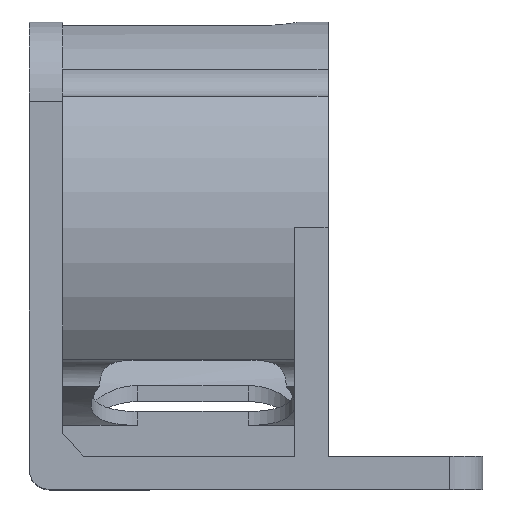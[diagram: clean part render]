
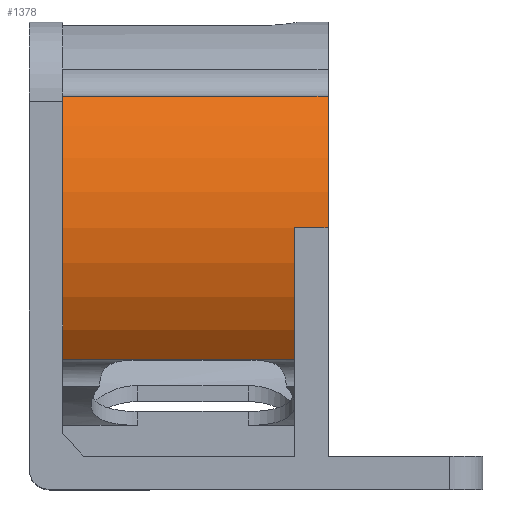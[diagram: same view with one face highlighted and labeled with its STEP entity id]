
A CAD part, top view. The second image highlights one B-rep face of the part: STEP entity #1378.
In plain terms, the highlighted cylindrical face has radius 31 mm (diameter 62 mm), a partial arc.
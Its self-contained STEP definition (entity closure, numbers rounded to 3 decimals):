
#70 = CARTESIAN_POINT ( 'NONE',  ( 40., 39.418, 31. ) ) ;
#96 = VERTEX_POINT ( 'NONE', #463 ) ;
#98 = VERTEX_POINT ( 'NONE', #510 ) ;
#113 = ORIENTED_EDGE ( 'NONE', *, *, #2588, .F. ) ;
#266 = CYLINDRICAL_SURFACE ( 'NONE', #1587, 31. ) ;
#291 = CARTESIAN_POINT ( 'NONE',  ( 5., 19.624, 54.858 ) ) ;
#342 = ORIENTED_EDGE ( 'NONE', *, *, #703, .F. ) ;
#374 = LINE ( 'NONE', #875, #1006 ) ;
#417 = AXIS2_PLACEMENT_3D ( 'NONE', #1241, #2812, #735 ) ;
#423 = ORIENTED_EDGE ( 'NONE', *, *, #477, .F. ) ;
#463 = CARTESIAN_POINT ( 'NONE',  ( 5., 59.208, 54.861 ) ) ;
#477 = EDGE_CURVE ( 'NONE', #1858, #2193, #1925, .T. ) ;
#499 = ORIENTED_EDGE ( 'NONE', *, *, #928, .F. ) ;
#508 = EDGE_CURVE ( 'NONE', #98, #2777, #2650, .T. ) ;
#510 = CARTESIAN_POINT ( 'NONE',  ( 40., 39.418, 62. ) ) ;
#563 = ORIENTED_EDGE ( 'NONE', *, *, #508, .F. ) ;
#665 = CARTESIAN_POINT ( 'NONE',  ( 5., 39.418, 31. ) ) ;
#703 = EDGE_CURVE ( 'NONE', #2193, #98, #374, .T. ) ;
#735 = DIRECTION ( 'NONE',  ( 0., 1., 0. ) ) ;
#810 = DIRECTION ( 'NONE',  ( 0., 1., 0. ) ) ;
#811 = CIRCLE ( 'NONE', #2023, 31. ) ;
#875 = CARTESIAN_POINT ( 'NONE',  ( 45., 39.418, 62. ) ) ;
#928 = EDGE_CURVE ( 'NONE', #2777, #2857, #947, .T. ) ;
#947 = LINE ( 'NONE', #1348, #2744 ) ;
#971 = EDGE_CURVE ( 'NONE', #96, #1839, #811, .T. ) ;
#1006 = VECTOR ( 'NONE', #1081, 1000. ) ;
#1032 = FACE_OUTER_BOUND ( 'NONE', #2643, .T. ) ;
#1043 = DIRECTION ( 'NONE',  ( 1., 0., 0. ) ) ;
#1081 = DIRECTION ( 'NONE',  ( -1., 0., 0. ) ) ;
#1134 = CARTESIAN_POINT ( 'NONE',  ( 5., 39.418, 31. ) ) ;
#1216 = DIRECTION ( 'NONE',  ( -1., 0., 0. ) ) ;
#1241 = CARTESIAN_POINT ( 'NONE',  ( 45., 39.418, 31. ) ) ;
#1290 = LINE ( 'NONE', #2706, #2907 ) ;
#1348 = CARTESIAN_POINT ( 'NONE',  ( 22.5, 19.624, 54.858 ) ) ;
#1378 = ADVANCED_FACE ( 'NONE', ( #1032 ), #266, .T. ) ;
#1489 = ORIENTED_EDGE ( 'NONE', *, *, #2206, .T. ) ;
#1525 = DIRECTION ( 'NONE',  ( 1., 0., 0. ) ) ;
#1587 = AXIS2_PLACEMENT_3D ( 'NONE', #70, #1216, #2137 ) ;
#1598 = DIRECTION ( 'NONE',  ( 0., 1., 0. ) ) ;
#1626 = CARTESIAN_POINT ( 'NONE',  ( 45., 39.418, 62. ) ) ;
#1696 = AXIS2_PLACEMENT_3D ( 'NONE', #665, #1860, #2770 ) ;
#1793 = CARTESIAN_POINT ( 'NONE',  ( 40., 39.418, 31. ) ) ;
#1839 = VERTEX_POINT ( 'NONE', #2873 ) ;
#1858 = VERTEX_POINT ( 'NONE', #2967 ) ;
#1860 = DIRECTION ( 'NONE',  ( 1., 0., 0. ) ) ;
#1902 = CARTESIAN_POINT ( 'NONE',  ( 40., 19.624, 54.858 ) ) ;
#1925 = CIRCLE ( 'NONE', #417, 31. ) ;
#1946 = CIRCLE ( 'NONE', #1696, 31. ) ;
#2023 = AXIS2_PLACEMENT_3D ( 'NONE', #1134, #2059, #1598 ) ;
#2059 = DIRECTION ( 'NONE',  ( 1., 0., 0. ) ) ;
#2137 = DIRECTION ( 'NONE',  ( 0., -1., 0. ) ) ;
#2193 = VERTEX_POINT ( 'NONE', #1626 ) ;
#2206 = EDGE_CURVE ( 'NONE', #1839, #2857, #1946, .T. ) ;
#2362 = ORIENTED_EDGE ( 'NONE', *, *, #971, .T. ) ;
#2588 = EDGE_CURVE ( 'NONE', #96, #1858, #1290, .T. ) ;
#2643 = EDGE_LOOP ( 'NONE', ( #113, #2362, #1489, #499, #563, #342, #423 ) ) ;
#2650 = CIRCLE ( 'NONE', #2900, 31. ) ;
#2706 = CARTESIAN_POINT ( 'NONE',  ( 25., 59.208, 54.861 ) ) ;
#2744 = VECTOR ( 'NONE', #2792, 1000. ) ;
#2770 = DIRECTION ( 'NONE',  ( 0., 1., 0. ) ) ;
#2777 = VERTEX_POINT ( 'NONE', #1902 ) ;
#2792 = DIRECTION ( 'NONE',  ( -1., 0., 0. ) ) ;
#2812 = DIRECTION ( 'NONE',  ( 1., 0., 0. ) ) ;
#2857 = VERTEX_POINT ( 'NONE', #291 ) ;
#2873 = CARTESIAN_POINT ( 'NONE',  ( 5., 39.418, 62. ) ) ;
#2900 = AXIS2_PLACEMENT_3D ( 'NONE', #1793, #1043, #810 ) ;
#2907 = VECTOR ( 'NONE', #1525, 1000. ) ;
#2967 = CARTESIAN_POINT ( 'NONE',  ( 45., 59.208, 54.861 ) ) ;
